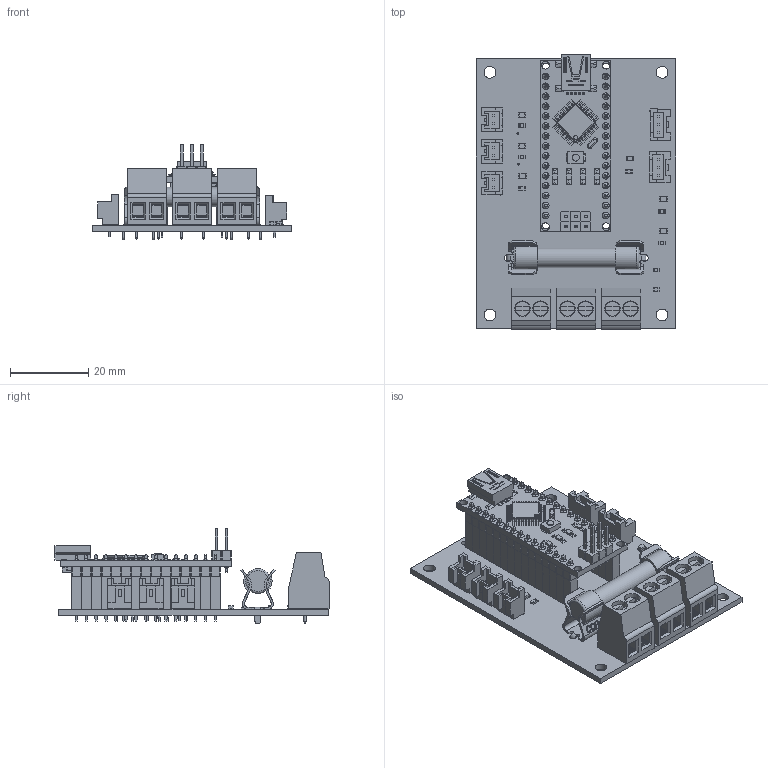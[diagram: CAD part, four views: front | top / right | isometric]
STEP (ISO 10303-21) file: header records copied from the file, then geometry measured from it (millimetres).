
FILE_DESCRIPTION(/* description */ (''),/* implementation_level */ '2;1');
FILE_NAME(/* name */ '0051c93a-9e2d-4787-979e-3b28763f0c0b.stp',/* time_stamp */ '2020-03-19T23:46:00+00:00',/* author */ (''),/* organization */ (''),/* preprocessor_version */ 'ST-DEVELOPER v18',/* originating_system */ 'Autodesk Translation Framework v8.12.0.6',/* authorisation */ '');
FILE_SCHEMA (('AUTOMOTIVE_DESIGN { 1 0 10303 214 3 1 1 }'));
Products named in the file (42): 0051c93a-9e2d-4787-979e-3b28763f0c0b; PCB Component; Board; ARDUINO_NANO; PCB; TopFace; switch; Leds; Led; Led (1); PinEnd; chip1; USB; Crystal; BottomFace; PinRow2; Pin (1); PinRow1; Pin; Resistors; Res; caps; cap; Chip; respacks; respack; diode; vreg; Headers; Header Female 15 v1; Header Female 15 v1 (1); HF1; JST2; 8040-PORTE-FUSIBLE; CHIP-LED0805; JST3; 150; 100nf; AK500/2; TBlock2vias - KRE ...
Assembly tree (132 placements, depth 7):
  0051c93a-9e2d-4787-979e-3b28763f0c0b
    PCB Component
      Board
      ARDUINO_NANO
        PCB
          TopFace
            switch
            Leds
              Led  x3
              Led (1)
            PinEnd
              Pin  x6
            chip1
            USB
            Crystal
          BottomFace
            PinRow2
              Pin (1)  x15
            PinRow1
              Pin  x15
            Resistors
              Res  x5
            caps
              cap  x2
            Chip
            respacks
              respack  x2
            diode
            vreg
        Headers
          Header Female 15 v1
            HF1  x15
          Header Female 15 v1 (1)
            HF1  x15
      JST2  x3
      8040-PORTE-FUSIBLE
      CHIP-LED0805  x6
      JST3  x2
      150  x6
      100nf  x2
      AK500/2  x3
        TBlock2vias - KRE
        Parafusos
        PrensaFio
Bounding box: 51 x 70.04 x 24.47 mm (x, y, z)
Volume: 13813.5 mm3; surface area: 25455.7 mm2
Topology: 364 solids, 364 shells, 5873 faces, 14672 edges, 9570 vertices
Faces by surface type: plane 4973, cylinder 616, bspline 142, sphere 96, cone 42, torus 4
Full cylindrical faces by diameter (mm): 0.5 x2, 0.7 x18, 0.8 x35, 0.997 x1, 1 x1, 1.1 x5, 1.321 x6, 1.778 x4, 1.8 x5, 2 x4, 3 x4, 3.7 x6, 4 x6, 5 x1, 6.35 x2
Entity records: 64937 total; most frequent: CARTESIAN_POINT 15903, ORIENTED_EDGE 9586, DIRECTION 9470, EDGE_CURVE 4793, LINE 3746, VECTOR 3746, VERTEX_POINT 3145, AXIS2_PLACEMENT_3D 2862
